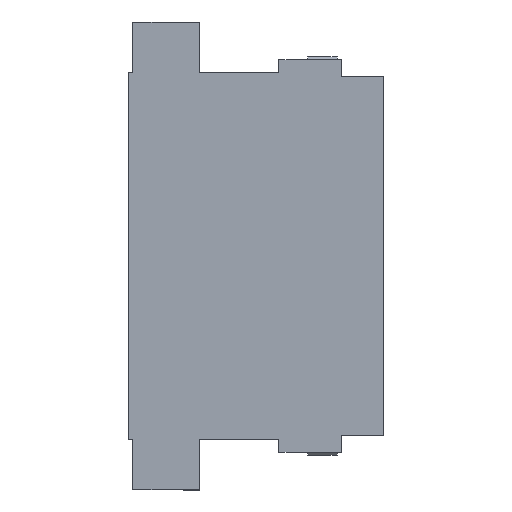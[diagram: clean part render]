
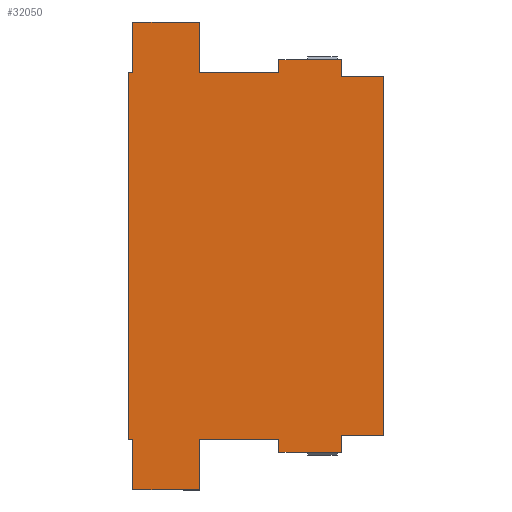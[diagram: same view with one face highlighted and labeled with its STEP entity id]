
A CAD part, top view. The second image highlights one B-rep face of the part: STEP entity #32050.
In plain terms, the highlighted planar face has unit normal (0, 0, 1).
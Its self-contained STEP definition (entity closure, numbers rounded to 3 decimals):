
#4450=CARTESIAN_POINT('',(20.195,-20.7,
4.55));
#4460=VERTEX_POINT('',#4450);
#4490=CARTESIAN_POINT('',(19.945,-20.7,
4.55));
#4500=DIRECTION('',(1.,0.,0.));
#4510=VECTOR('',#4500,1.);
#4520=LINE('',#4490,#4510);
#4530=CARTESIAN_POINT('',(21.685,-20.7,
4.55));
#4540=VERTEX_POINT('',#4530);
#4550=EDGE_CURVE('',#4460,#4540,#4520,.T.);
#14930=CARTESIAN_POINT('',(16.695,-20.645,
4.55));
#14940=DIRECTION('',(0.,1.,0.));
#14950=VECTOR('',#14940,1.);
#14960=LINE('',#14930,#14950);
#14970=CARTESIAN_POINT('',(16.695,-21.6,
4.55));
#14980=VERTEX_POINT('',#14970);
#14990=CARTESIAN_POINT('',(16.695,-20.395,
4.55));
#15000=VERTEX_POINT('',#14990);
#15010=EDGE_CURVE('',#14980,#15000,#14960,.T.);
#17190=CARTESIAN_POINT('',(20.195,-11.605,
4.55));
#17200=VERTEX_POINT('',#17190);
#17440=CARTESIAN_POINT('',(20.195,-11.3,
4.55));
#17450=VERTEX_POINT('',#17440);
#17480=CARTESIAN_POINT('',(20.195,-20.645,
4.55));
#17490=DIRECTION('',(0.,1.,0.));
#17500=VECTOR('',#17490,1.);
#17510=LINE('',#17480,#17500);
#17520=EDGE_CURVE('',#17200,#17450,#17510,.T.);
#19720=CARTESIAN_POINT('',(16.595,-11.605,
4.55));
#19730=VERTEX_POINT('',#19720);
#19760=CARTESIAN_POINT('',(16.595,-20.645,
4.55));
#19770=DIRECTION('',(0.,-1.,0.));
#19780=VECTOR('',#19770,1.);
#19790=LINE('',#19760,#19780);
#19800=CARTESIAN_POINT('',(16.595,-20.395,
4.55));
#19810=VERTEX_POINT('',#19800);
#19820=EDGE_CURVE('',#19730,#19810,#19790,.T.);
#22810=CARTESIAN_POINT('',(18.295,-20.645,
4.55));
#22820=DIRECTION('',(0.,1.,0.));
#22830=VECTOR('',#22820,1.);
#22840=LINE('',#22810,#22830);
#22850=CARTESIAN_POINT('',(18.295,-21.6,
4.55));
#22860=VERTEX_POINT('',#22850);
#22870=CARTESIAN_POINT('',(18.295,-20.395,
4.55));
#22880=VERTEX_POINT('',#22870);
#22890=EDGE_CURVE('',#22860,#22880,#22840,.T.);
#23870=CARTESIAN_POINT('',(18.295,-10.4,
4.55));
#23880=VERTEX_POINT('',#23870);
#23930=CARTESIAN_POINT('',(19.945,-10.4,
4.55));
#23940=DIRECTION('',(1.,0.,0.));
#23950=VECTOR('',#23940,1.);
#23960=LINE('',#23930,#23950);
#23970=CARTESIAN_POINT('',(16.695,-10.4,
4.55));
#23980=VERTEX_POINT('',#23970);
#23990=EDGE_CURVE('',#23980,#23880,#23960,.T.);
#24230=CARTESIAN_POINT('',(19.945,-11.7,
4.55));
#24240=DIRECTION('',(1.,0.,0.));
#24250=VECTOR('',#24240,1.);
#24260=LINE('',#24230,#24250);
#24270=CARTESIAN_POINT('',(21.685,-11.7,
4.55));
#24280=VERTEX_POINT('',#24270);
#24290=CARTESIAN_POINT('',(22.695,-11.7,
4.55));
#24300=VERTEX_POINT('',#24290);
#24310=EDGE_CURVE('',#24280,#24300,#24260,.T.);
#26190=CARTESIAN_POINT('',(19.945,-11.605,
4.55));
#26200=DIRECTION('',(-1.,0.,0.));
#26210=VECTOR('',#26200,1.);
#26220=LINE('',#26190,#26210);
#26230=CARTESIAN_POINT('',(18.295,-11.605,
4.55));
#26240=VERTEX_POINT('',#26230);
#26250=EDGE_CURVE('',#17200,#26240,#26220,.T.);
#26380=CARTESIAN_POINT('',(16.695,-11.605,
4.55));
#26390=VERTEX_POINT('',#26380);
#26420=CARTESIAN_POINT('',(19.945,-11.605,
4.55));
#26430=DIRECTION('',(1.,0.,0.));
#26440=VECTOR('',#26430,1.);
#26450=LINE('',#26420,#26440);
#26460=EDGE_CURVE('',#19730,#26390,#26450,.T.);
#27310=CARTESIAN_POINT('',(19.945,-11.3,
4.55));
#27320=DIRECTION('',(1.,0.,0.));
#27330=VECTOR('',#27320,1.);
#27340=LINE('',#27310,#27330);
#27350=CARTESIAN_POINT('',(21.685,-11.3,
4.55));
#27360=VERTEX_POINT('',#27350);
#27370=EDGE_CURVE('',#17450,#27360,#27340,.T.);
#28720=CARTESIAN_POINT('',(18.295,-20.645,
4.55));
#28730=DIRECTION('',(0.,-1.,0.));
#28740=VECTOR('',#28730,1.);
#28750=LINE('',#28720,#28740);
#28760=EDGE_CURVE('',#23880,#26240,#28750,.T.);
#29160=CARTESIAN_POINT('',(16.695,-20.645,
4.55));
#29170=DIRECTION('',(0.,1.,0.));
#29180=VECTOR('',#29170,1.);
#29190=LINE('',#29160,#29180);
#29200=EDGE_CURVE('',#26390,#23980,#29190,.T.);
#30200=CARTESIAN_POINT('',(19.945,-20.395,
4.55));
#30210=DIRECTION('',(1.,0.,0.));
#30220=VECTOR('',#30210,1.);
#30230=LINE('',#30200,#30220);
#30240=EDGE_CURVE('',#19810,#15000,#30230,.T.);
#30290=CARTESIAN_POINT('',(19.945,-20.395,
4.55));
#30300=DIRECTION('',(-1.,0.,0.));
#30310=VECTOR('',#30300,1.);
#30320=LINE('',#30290,#30310);
#30330=CARTESIAN_POINT('',(20.195,-20.395,
4.55));
#30340=VERTEX_POINT('',#30330);
#30350=EDGE_CURVE('',#30340,#22880,#30320,.T.);
#31210=CARTESIAN_POINT('',(22.695,-20.3,
4.55));
#31220=VERTEX_POINT('',#31210);
#31250=CARTESIAN_POINT('',(22.695,-20.645,
4.55));
#31260=DIRECTION('',(0.,1.,0.));
#31270=VECTOR('',#31260,1.);
#31280=LINE('',#31250,#31270);
#31290=EDGE_CURVE('',#31220,#24300,#31280,.T.);
#31510=CARTESIAN_POINT('',(16.443,-10.12,
4.55));
#31520=DIRECTION('',(0.,0.,1.));
#31530=DIRECTION('',(0.,1.,0.));
#31540=AXIS2_PLACEMENT_3D('',#31510,#31520,#31530);
#31550=PLANE('',#31540);
#31560=ORIENTED_EDGE('',*,*,#30240,.T.);
#31570=ORIENTED_EDGE('',*,*,#19820,.T.);
#31580=ORIENTED_EDGE('',*,*,#26460,.F.);
#31590=ORIENTED_EDGE('',*,*,#29200,.F.);
#31600=ORIENTED_EDGE('',*,*,#23990,.F.);
#31610=ORIENTED_EDGE('',*,*,#28760,.F.);
#31620=ORIENTED_EDGE('',*,*,#26250,.T.);
#31630=ORIENTED_EDGE('',*,*,#17520,.F.);
#31640=ORIENTED_EDGE('',*,*,#27370,.F.);
#31650=CARTESIAN_POINT('',(21.685,-20.645,
4.55));
#31660=DIRECTION('',(0.,1.,0.));
#31670=VECTOR('',#31660,1.);
#31680=LINE('',#31650,#31670);
#31690=EDGE_CURVE('',#24280,#27360,#31680,.T.);
#31700=ORIENTED_EDGE('',*,*,#31690,.T.);
#31710=ORIENTED_EDGE('',*,*,#24310,.F.);
#31720=ORIENTED_EDGE('',*,*,#31290,.T.);
#31730=CARTESIAN_POINT('',(19.945,-20.3,
4.55));
#31740=DIRECTION('',(1.,0.,0.));
#31750=VECTOR('',#31740,1.);
#31760=LINE('',#31730,#31750);
#31770=CARTESIAN_POINT('',(21.685,-20.3,
4.55));
#31780=VERTEX_POINT('',#31770);
#31790=EDGE_CURVE('',#31780,#31220,#31760,.T.);
#31800=ORIENTED_EDGE('',*,*,#31790,.T.);
#31810=CARTESIAN_POINT('',(21.685,-20.645,
4.55));
#31820=DIRECTION('',(0.,1.,0.));
#31830=VECTOR('',#31820,1.);
#31840=LINE('',#31810,#31830);
#31850=EDGE_CURVE('',#4540,#31780,#31840,.T.);
#31860=ORIENTED_EDGE('',*,*,#31850,.T.);
#31870=ORIENTED_EDGE('',*,*,#4550,.T.);
#31880=CARTESIAN_POINT('',(20.195,-20.645,
4.55));
#31890=DIRECTION('',(0.,-1.,0.));
#31900=VECTOR('',#31890,1.);
#31910=LINE('',#31880,#31900);
#31920=EDGE_CURVE('',#30340,#4460,#31910,.T.);
#31930=ORIENTED_EDGE('',*,*,#31920,.T.);
#31940=ORIENTED_EDGE('',*,*,#30350,.F.);
#31950=ORIENTED_EDGE('',*,*,#22890,.T.);
#31960=CARTESIAN_POINT('',(19.945,-21.6,
4.55));
#31970=DIRECTION('',(1.,0.,0.));
#31980=VECTOR('',#31970,1.);
#31990=LINE('',#31960,#31980);
#32000=EDGE_CURVE('',#14980,#22860,#31990,.T.);
#32010=ORIENTED_EDGE('',*,*,#32000,.T.);
#32020=ORIENTED_EDGE('',*,*,#15010,.F.);
#32030=EDGE_LOOP('',(#32020,#32010,#31950,#31940,#31930,#31870,#31860,
#31800,#31720,#31710,#31700,#31640,#31630,#31620,#31610,#31600,#31590,
#31580,#31570,#31560));
#32040=FACE_OUTER_BOUND('',#32030,.T.);
#32050=ADVANCED_FACE('',(#32040),#31550,.T.);
